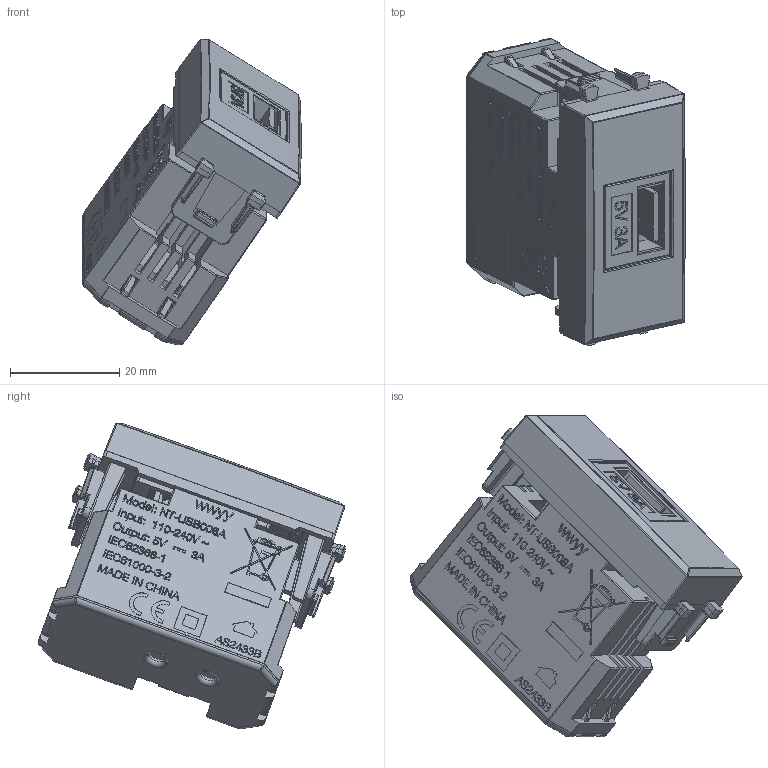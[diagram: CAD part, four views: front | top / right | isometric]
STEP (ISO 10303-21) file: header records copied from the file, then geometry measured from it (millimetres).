
FILE_DESCRIPTION(('CATIA V5 STEP Exchange'),'2;1');
FILE_NAME('442082USB3A.stp','2024-02-28T08:25:40+00:00',('none'),('none'),'CATIA Version 5-6 Release 2016 SP6','CATIA V5 STEP AP203','none');
FILE_SCHEMA(('CONFIG_CONTROL_DESIGN'));
Products named in the file (2): 44X082USB3A; AS2433@
Assembly tree (4 placements, depth 3):
  44X082USB3A
    #57
    AS2433@
      #45322
      #132293
Bounding box: 39.95 x 56.19 x 55.95 mm (x, y, z)
Volume: 11655.6 mm3; surface area: 19602.5 mm2
Topology: 105 solids, 105 shells, 4354 faces, 11927 edges, 7669 vertices
Faces by surface type: plane 3560, cylinder 510, bspline 115, sphere 102, extrusion 26, cone 24, torus 17
Entity records: 142561 total; most frequent: CARTESIAN_POINT 39849, ORIENTED_EDGE 23618, DIRECTION 17009, EDGE_CURVE 11809, VECTOR 9380, LINE 9354, VERTEX_POINT 7669, EDGE_LOOP 4482
